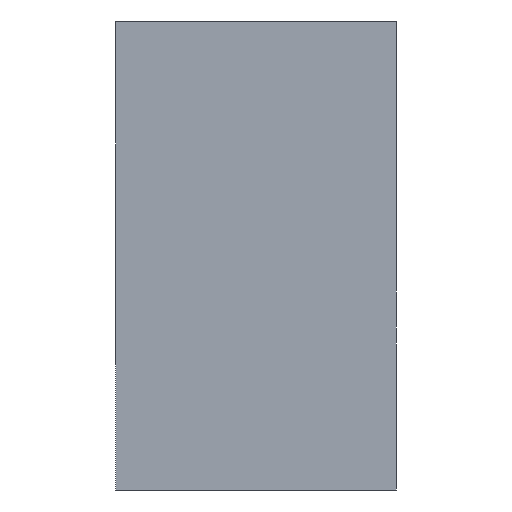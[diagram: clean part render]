
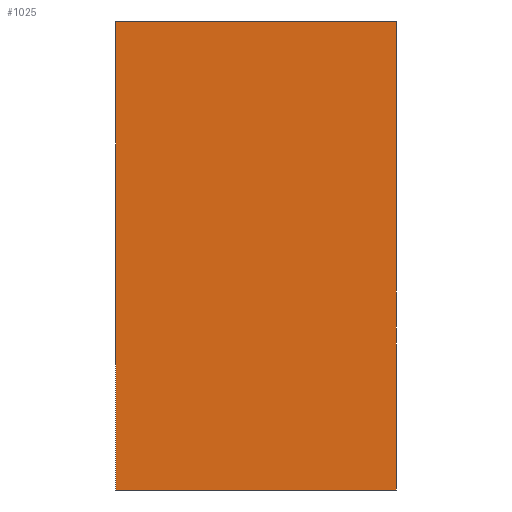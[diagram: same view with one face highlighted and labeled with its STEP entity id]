
A CAD part, left-side view. The second image highlights one B-rep face of the part: STEP entity #1025.
In plain terms, the highlighted planar face has unit normal (-1, 0, 0).
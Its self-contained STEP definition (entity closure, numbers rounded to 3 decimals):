
#95 = LINE ( 'NONE', #639, #929 ) ;
#104 = DIRECTION ( 'NONE',  ( 0., 0., -1. ) ) ;
#106 = DIRECTION ( 'NONE',  ( 1., 0., 0. ) ) ;
#115 = PLANE ( 'NONE',  #550 ) ;
#116 = VERTEX_POINT ( 'NONE', #1028 ) ;
#130 = ORIENTED_EDGE ( 'NONE', *, *, #757, .F. ) ;
#132 = CARTESIAN_POINT ( 'NONE',  ( -17., -6., 20. ) ) ;
#215 = VERTEX_POINT ( 'NONE', #452 ) ;
#219 = LINE ( 'NONE', #487, #817 ) ;
#291 = VECTOR ( 'NONE', #643, 1000. ) ;
#317 = LINE ( 'NONE', #637, #291 ) ;
#357 = CARTESIAN_POINT ( 'NONE',  ( -17., -6., 20. ) ) ;
#392 = FACE_OUTER_BOUND ( 'NONE', #730, .T. ) ;
#452 = CARTESIAN_POINT ( 'NONE',  ( -17., 6., 20. ) ) ;
#487 = CARTESIAN_POINT ( 'NONE',  ( -17., 6., 20. ) ) ;
#493 = DIRECTION ( 'NONE',  ( 0., 0., -1. ) ) ;
#550 = AXIS2_PLACEMENT_3D ( 'NONE', #132, #106, #104 ) ;
#631 = DIRECTION ( 'NONE',  ( 0., -1., 0. ) ) ;
#637 = CARTESIAN_POINT ( 'NONE',  ( -17., -6., 20. ) ) ;
#638 = DIRECTION ( 'NONE',  ( 0., 0., -1. ) ) ;
#639 = CARTESIAN_POINT ( 'NONE',  ( -17., -6., 20. ) ) ;
#643 = DIRECTION ( 'NONE',  ( 0., -1., 0. ) ) ;
#695 = CARTESIAN_POINT ( 'NONE',  ( -17., -6., 0. ) ) ;
#709 = CARTESIAN_POINT ( 'NONE',  ( -17., -6., 0. ) ) ;
#715 = VECTOR ( 'NONE', #631, 1000. ) ;
#730 = EDGE_LOOP ( 'NONE', ( #971, #773, #130, #963 ) ) ;
#738 = VERTEX_POINT ( 'NONE', #695 ) ;
#743 = LINE ( 'NONE', #709, #715 ) ;
#748 = EDGE_CURVE ( 'NONE', #916, #738, #95, .T. ) ;
#753 = EDGE_CURVE ( 'NONE', #116, #738, #743, .T. ) ;
#757 = EDGE_CURVE ( 'NONE', #215, #916, #317, .T. ) ;
#773 = ORIENTED_EDGE ( 'NONE', *, *, #748, .F. ) ;
#817 = VECTOR ( 'NONE', #493, 1000. ) ;
#822 = EDGE_CURVE ( 'NONE', #215, #116, #219, .T. ) ;
#916 = VERTEX_POINT ( 'NONE', #357 ) ;
#929 = VECTOR ( 'NONE', #638, 1000. ) ;
#963 = ORIENTED_EDGE ( 'NONE', *, *, #822, .T. ) ;
#971 = ORIENTED_EDGE ( 'NONE', *, *, #753, .T. ) ;
#1025 = ADVANCED_FACE ( 'NONE', ( #392 ), #115, .F. ) ;
#1028 = CARTESIAN_POINT ( 'NONE',  ( -17., 6., 0. ) ) ;
